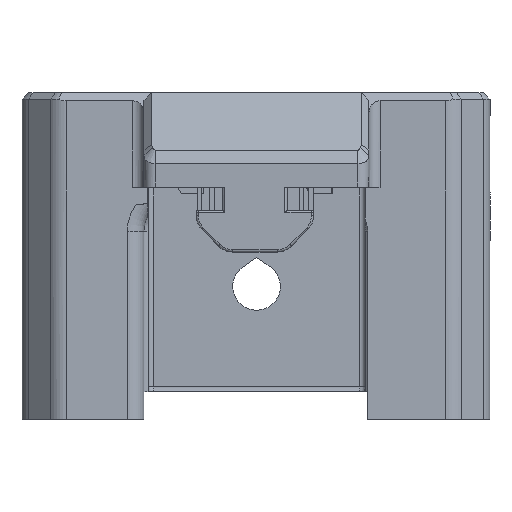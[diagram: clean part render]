
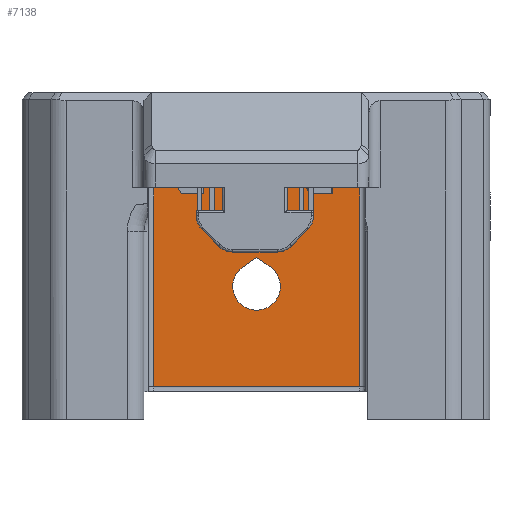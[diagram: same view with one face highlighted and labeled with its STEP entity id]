
A CAD part, left-side view. The second image highlights one B-rep face of the part: STEP entity #7138.
In plain terms, the highlighted planar face has unit normal (-1, 0, 0).
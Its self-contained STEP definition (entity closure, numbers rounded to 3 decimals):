
#76=FACE_BOUND('',#1050,.T.);
#273=PLANE('',#7733);
#639=FACE_OUTER_BOUND('',#1049,.T.);
#1049=EDGE_LOOP('',(#5999,#6000,#6001,#6002,#6003,#6004,#6005,#6006,#6007,
#6008,#6009,#6010,#6011,#6012,#6013,#6014));
#1050=EDGE_LOOP('',(#6015,#6016,#6017));
#1410=CIRCLE('',#7734,2.15);
#2033=LINE('',#12152,#2737);
#2045=LINE('',#12224,#2749);
#2046=LINE('',#12226,#2750);
#2047=LINE('',#12228,#2751);
#2048=LINE('',#12230,#2752);
#2049=LINE('',#12232,#2753);
#2050=LINE('',#12234,#2754);
#2051=LINE('',#12236,#2755);
#2052=LINE('',#12238,#2756);
#2053=LINE('',#12240,#2757);
#2054=LINE('',#12242,#2758);
#2055=LINE('',#12244,#2759);
#2056=LINE('',#12246,#2760);
#2057=LINE('',#12248,#2761);
#2058=LINE('',#12250,#2762);
#2059=LINE('',#12251,#2763);
#2060=LINE('',#12256,#2764);
#2061=LINE('',#12257,#2765);
#2737=VECTOR('',#9310,10.);
#2749=VECTOR('',#9354,10.);
#2750=VECTOR('',#9355,10.);
#2751=VECTOR('',#9356,10.);
#2752=VECTOR('',#9357,10.);
#2753=VECTOR('',#9358,10.);
#2754=VECTOR('',#9359,10.);
#2755=VECTOR('',#9360,10.);
#2756=VECTOR('',#9361,10.);
#2757=VECTOR('',#9362,10.);
#2758=VECTOR('',#9363,10.);
#2759=VECTOR('',#9364,10.);
#2760=VECTOR('',#9365,10.);
#2761=VECTOR('',#9366,10.);
#2762=VECTOR('',#9367,10.);
#2763=VECTOR('',#9368,10.);
#2764=VECTOR('',#9371,10.);
#2765=VECTOR('',#9372,10.);
#3457=VERTEX_POINT('',#12149);
#3458=VERTEX_POINT('',#12151);
#3473=VERTEX_POINT('',#12223);
#3474=VERTEX_POINT('',#12225);
#3475=VERTEX_POINT('',#12227);
#3476=VERTEX_POINT('',#12229);
#3477=VERTEX_POINT('',#12231);
#3478=VERTEX_POINT('',#12233);
#3479=VERTEX_POINT('',#12235);
#3480=VERTEX_POINT('',#12237);
#3481=VERTEX_POINT('',#12239);
#3482=VERTEX_POINT('',#12241);
#3483=VERTEX_POINT('',#12243);
#3484=VERTEX_POINT('',#12245);
#3485=VERTEX_POINT('',#12247);
#3486=VERTEX_POINT('',#12249);
#3487=VERTEX_POINT('',#12252);
#3488=VERTEX_POINT('',#12253);
#3489=VERTEX_POINT('',#12255);
#4359=EDGE_CURVE('',#3457,#3458,#2033,.T.);
#4382=EDGE_CURVE('',#3457,#3473,#2045,.T.);
#4383=EDGE_CURVE('',#3474,#3473,#2046,.T.);
#4384=EDGE_CURVE('',#3475,#3474,#2047,.T.);
#4385=EDGE_CURVE('',#3476,#3475,#2048,.T.);
#4386=EDGE_CURVE('',#3477,#3476,#2049,.T.);
#4387=EDGE_CURVE('',#3478,#3477,#2050,.T.);
#4388=EDGE_CURVE('',#3478,#3479,#2051,.T.);
#4389=EDGE_CURVE('',#3479,#3480,#2052,.T.);
#4390=EDGE_CURVE('',#3480,#3481,#2053,.T.);
#4391=EDGE_CURVE('',#3481,#3482,#2054,.T.);
#4392=EDGE_CURVE('',#3482,#3483,#2055,.T.);
#4393=EDGE_CURVE('',#3484,#3483,#2056,.T.);
#4394=EDGE_CURVE('',#3485,#3484,#2057,.T.);
#4395=EDGE_CURVE('',#3486,#3485,#2058,.T.);
#4396=EDGE_CURVE('',#3458,#3486,#2059,.T.);
#4397=EDGE_CURVE('',#3487,#3488,#1410,.T.);
#4398=EDGE_CURVE('',#3489,#3487,#2060,.T.);
#4399=EDGE_CURVE('',#3488,#3489,#2061,.T.);
#5999=ORIENTED_EDGE('',*,*,#4382,.T.);
#6000=ORIENTED_EDGE('',*,*,#4383,.F.);
#6001=ORIENTED_EDGE('',*,*,#4384,.F.);
#6002=ORIENTED_EDGE('',*,*,#4385,.F.);
#6003=ORIENTED_EDGE('',*,*,#4386,.F.);
#6004=ORIENTED_EDGE('',*,*,#4387,.F.);
#6005=ORIENTED_EDGE('',*,*,#4388,.T.);
#6006=ORIENTED_EDGE('',*,*,#4389,.T.);
#6007=ORIENTED_EDGE('',*,*,#4390,.T.);
#6008=ORIENTED_EDGE('',*,*,#4391,.T.);
#6009=ORIENTED_EDGE('',*,*,#4392,.T.);
#6010=ORIENTED_EDGE('',*,*,#4393,.F.);
#6011=ORIENTED_EDGE('',*,*,#4394,.F.);
#6012=ORIENTED_EDGE('',*,*,#4395,.F.);
#6013=ORIENTED_EDGE('',*,*,#4396,.F.);
#6014=ORIENTED_EDGE('',*,*,#4359,.F.);
#6015=ORIENTED_EDGE('',*,*,#4397,.F.);
#6016=ORIENTED_EDGE('',*,*,#4398,.F.);
#6017=ORIENTED_EDGE('',*,*,#4399,.F.);
#7138=ADVANCED_FACE('',(#639,#76),#273,.F.);
#7733=AXIS2_PLACEMENT_3D('',#12222,#9352,#9353);
#7734=AXIS2_PLACEMENT_3D('',#12254,#9369,#9370);
#9310=DIRECTION('',(0.,-0.508,-0.862));
#9352=DIRECTION('center_axis',(1.,0.,0.));
#9353=DIRECTION('ref_axis',(0.,0.,1.));
#9354=DIRECTION('',(0.,1.,0.));
#9355=DIRECTION('',(0.,0.,1.));
#9356=DIRECTION('',(0.,-1.,0.));
#9357=DIRECTION('',(0.,-0.5,-0.866));
#9358=DIRECTION('',(0.,-1.,0.));
#9359=DIRECTION('',(0.,-0.503,-0.864));
#9360=DIRECTION('',(0.,1.,0.));
#9361=DIRECTION('',(0.,0.,-1.));
#9362=DIRECTION('',(0.,-1.,0.));
#9363=DIRECTION('',(0.,0.,1.));
#9364=DIRECTION('',(0.,1.,0.));
#9365=DIRECTION('',(0.,0.,1.));
#9366=DIRECTION('',(0.,-1.,0.));
#9367=DIRECTION('',(0.,-0.5,-0.866));
#9368=DIRECTION('',(0.,-1.,0.));
#9369=DIRECTION('center_axis',(-1.,0.,0.));
#9370=DIRECTION('ref_axis',(0.,-1.,0.));
#9371=DIRECTION('',(0.,0.814,-0.581));
#9372=DIRECTION('',(0.,0.823,0.568));
#12149=CARTESIAN_POINT('',(311.597,22.377,7.205));
#12151=CARTESIAN_POINT('',(311.597,22.367,7.189));
#12152=CARTESIAN_POINT('',(311.597,20.048,3.254));
#12222=CARTESIAN_POINT('Origin',(311.597,36.614,-11.81));
#12223=CARTESIAN_POINT('',(311.597,31.614,7.205));
#12224=CARTESIAN_POINT('',(311.597,36.614,7.205));
#12225=CARTESIAN_POINT('',(311.597,31.614,6.589));
#12226=CARTESIAN_POINT('',(311.597,31.614,-2.611));
#12227=CARTESIAN_POINT('',(311.597,33.614,6.589));
#12228=CARTESIAN_POINT('',(311.597,35.114,6.589));
#12229=CARTESIAN_POINT('',(311.597,33.96,7.189));
#12230=CARTESIAN_POINT('',(311.597,30.178,0.639));
#12231=CARTESIAN_POINT('',(311.597,33.963,7.189));
#12232=CARTESIAN_POINT('',(311.597,35.288,7.189));
#12233=CARTESIAN_POINT('',(311.597,33.973,7.205));
#12234=CARTESIAN_POINT('',(311.597,30.464,1.178));
#12235=CARTESIAN_POINT('',(311.597,36.114,7.205));
#12236=CARTESIAN_POINT('',(311.597,36.614,7.205));
#12237=CARTESIAN_POINT('',(311.597,36.114,-10.81));
#12238=CARTESIAN_POINT('',(311.597,36.114,-6.806));
#12239=CARTESIAN_POINT('',(311.597,17.514,-10.81));
#12240=CARTESIAN_POINT('',(311.597,36.614,-10.81));
#12241=CARTESIAN_POINT('',(311.597,17.514,7.205));
#12242=CARTESIAN_POINT('',(311.597,17.514,-6.806));
#12243=CARTESIAN_POINT('',(311.597,20.014,7.205));
#12244=CARTESIAN_POINT('',(311.597,36.614,7.205));
#12245=CARTESIAN_POINT('',(311.597,20.014,6.589));
#12246=CARTESIAN_POINT('',(311.597,20.014,-1.802));
#12247=CARTESIAN_POINT('',(311.597,22.014,6.589));
#12248=CARTESIAN_POINT('',(311.597,28.314,6.589));
#12249=CARTESIAN_POINT('',(311.597,22.36,7.189));
#12250=CARTESIAN_POINT('',(311.597,19.855,2.85));
#12251=CARTESIAN_POINT('',(311.597,29.487,7.189));
#12252=CARTESIAN_POINT('',(311.597,28.052,0.007));
#12253=CARTESIAN_POINT('',(311.597,25.611,0.005));
#12254=CARTESIAN_POINT('Origin',(311.597,26.833,-1.764));
#12255=CARTESIAN_POINT('',(311.597,26.853,0.863));
#12256=CARTESIAN_POINT('',(311.597,33.682,-4.01));
#12257=CARTESIAN_POINT('',(311.597,27.193,1.098));
